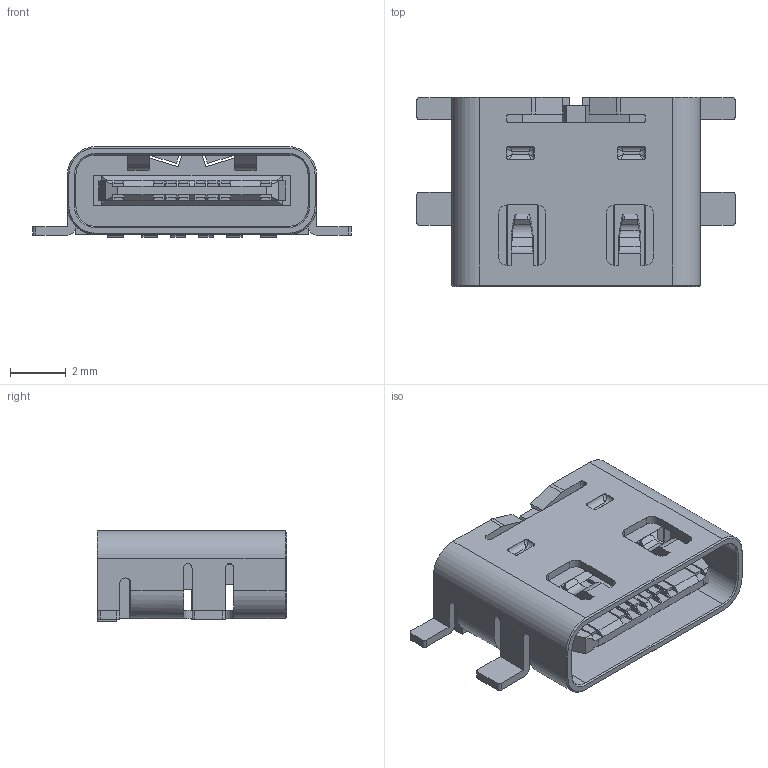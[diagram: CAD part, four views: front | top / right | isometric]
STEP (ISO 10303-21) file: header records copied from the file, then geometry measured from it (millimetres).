
FILE_DESCRIPTION (( 'STEP AP214' ), '1' );
FILE_NAME ('TYPE-C-SMD_USB-TYPE-C-007.STEP', '2022-07-29T15:54:10', ( '' ), ( '' ), 'SwSTEP 2.0', 'SolidWorks 2020', '' );
FILE_SCHEMA (( 'AUTOMOTIVE_DESIGN' ));
Length unit declared in the file: millimetre
Products named in the file (1): TYPE-C-SMD_USB-TYPE-C-007
Bounding box: 11.44 x 6.8 x 3.26 mm (x, y, z)
Volume: 88.7 mm3; surface area: 489.1 mm2
Topology: 11 solids, 11 shells, 706 faces, 1884 edges, 1202 vertices
Faces by surface type: plane 486, bspline 114, cylinder 98, cone 8
Entity records: 30218 total; most frequent: CARTESIAN_POINT 5607, ORIENTED_EDGE 3736, DIRECTION 2980, EDGE_CURVE 1868, VECTOR 1438, LINE 1438, VERTEX_POINT 1202, AXIS2_PLACEMENT_3D 771
